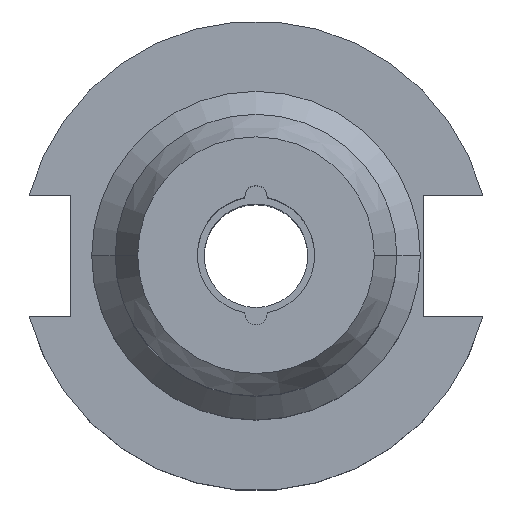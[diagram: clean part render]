
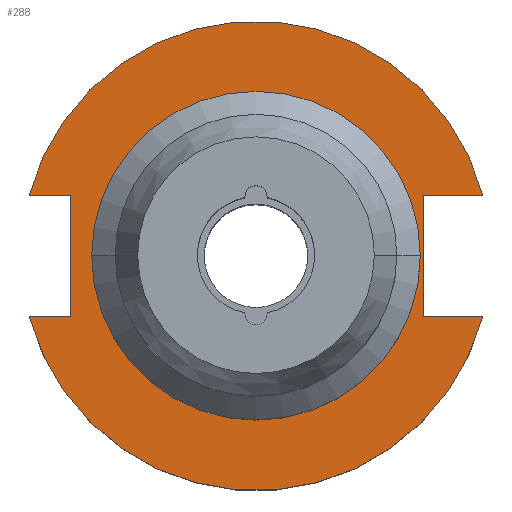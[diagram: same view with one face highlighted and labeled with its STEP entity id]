
A CAD part, top view. The second image highlights one B-rep face of the part: STEP entity #288.
In plain terms, the highlighted planar face has unit normal (0, 0, 1).
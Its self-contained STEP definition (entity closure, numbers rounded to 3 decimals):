
#12 = CARTESIAN_POINT ( 'NONE',  ( 22.606, -8.191, 19.05 ) ) ;
#131 = DIRECTION ( 'NONE',  ( 0., 0., 1. ) ) ;
#241 = CARTESIAN_POINT ( 'NONE',  ( 0., 0., 19.05 ) ) ;
#288 = ADVANCED_FACE ( 'NONE', ( #960, #1436 ), #518, .F. ) ;
#301 = CARTESIAN_POINT ( 'NONE',  ( 0., 0., 19.05 ) ) ;
#327 = AXIS2_PLACEMENT_3D ( 'NONE', #301, #131, #724 ) ;
#366 = CARTESIAN_POINT ( 'NONE',  ( 0., 22.225, 19.05 ) ) ;
#376 = VERTEX_POINT ( 'NONE', #1259 ) ;
#378 = CARTESIAN_POINT ( 'NONE',  ( 22.225, 0., 19.05 ) ) ;
#399 = DIRECTION ( 'NONE',  ( 0., 0., 1. ) ) ;
#453 = EDGE_CURVE ( 'NONE', #496, #1542, #589, .T. ) ;
#458 = ORIENTED_EDGE ( 'NONE', *, *, #939, .F. ) ;
#461 = CARTESIAN_POINT ( 'NONE',  ( -25.091, 8.191, 19.05 ) ) ;
#496 = VERTEX_POINT ( 'NONE', #12 ) ;
#508 = ORIENTED_EDGE ( 'NONE', *, *, #988, .F. ) ;
#516 = AXIS2_PLACEMENT_3D ( 'NONE', #1097, #971, #966 ) ;
#518 = PLANE ( 'NONE',  #1151 ) ;
#524 = CARTESIAN_POINT ( 'NONE',  ( -25.091, -8.191, 19.05 ) ) ;
#536 = DIRECTION ( 'NONE',  ( 0., -1., 0. ) ) ;
#560 = ORIENTED_EDGE ( 'NONE', *, *, #1321, .F. ) ;
#565 = DIRECTION ( 'NONE',  ( 0., 0., 1. ) ) ;
#578 = CARTESIAN_POINT ( 'NONE',  ( 22.606, 22.225, 19.05 ) ) ;
#582 = VERTEX_POINT ( 'NONE', #746 ) ;
#589 = LINE ( 'NONE', #578, #821 ) ;
#590 = DIRECTION ( 'NONE',  ( -1., 0., 0. ) ) ;
#605 = CARTESIAN_POINT ( 'NONE',  ( -61.091, 8.191, 19.05 ) ) ;
#615 = AXIS2_PLACEMENT_3D ( 'NONE', #1143, #565, #1562 ) ;
#621 = ORIENTED_EDGE ( 'NONE', *, *, #1283, .T. ) ;
#679 = VECTOR ( 'NONE', #1750, 1000. ) ;
#688 = VERTEX_POINT ( 'NONE', #461 ) ;
#721 = DIRECTION ( 'NONE',  ( 0., 1., 0. ) ) ;
#724 = DIRECTION ( 'NONE',  ( 1., 0., 0. ) ) ;
#746 = CARTESIAN_POINT ( 'NONE',  ( 30.675, -8.191, 19.05 ) ) ;
#806 = ORIENTED_EDGE ( 'NONE', *, *, #1859, .T. ) ;
#821 = VECTOR ( 'NONE', #721, 1000. ) ;
#832 = CARTESIAN_POINT ( 'NONE',  ( -30.675, 8.191, 19.05 ) ) ;
#840 = CARTESIAN_POINT ( 'NONE',  ( 0., -8.191, 19.05 ) ) ;
#852 = ORIENTED_EDGE ( 'NONE', *, *, #1644, .T. ) ;
#859 = VECTOR ( 'NONE', #1519, 1000. ) ;
#899 = ORIENTED_EDGE ( 'NONE', *, *, #453, .T. ) ;
#923 = VERTEX_POINT ( 'NONE', #378 ) ;
#930 = VERTEX_POINT ( 'NONE', #524 ) ;
#936 = DIRECTION ( 'NONE',  ( -1., 0., 0. ) ) ;
#939 = EDGE_CURVE ( 'NONE', #1496, #923, #1486, .T. ) ;
#960 = FACE_BOUND ( 'NONE', #1674, .T. ) ;
#966 = DIRECTION ( 'NONE',  ( 1., 0., 0. ) ) ;
#971 = DIRECTION ( 'NONE',  ( 0., 0., 1. ) ) ;
#974 = DIRECTION ( 'NONE',  ( 1., 0., 0. ) ) ;
#988 = EDGE_CURVE ( 'NONE', #1140, #930, #1418, .T. ) ;
#995 = EDGE_CURVE ( 'NONE', #688, #930, #1290, .T. ) ;
#1002 = ORIENTED_EDGE ( 'NONE', *, *, #1282, .F. ) ;
#1060 = VERTEX_POINT ( 'NONE', #832 ) ;
#1065 = LINE ( 'NONE', #605, #679 ) ;
#1097 = CARTESIAN_POINT ( 'NONE',  ( 0., 0., 19.05 ) ) ;
#1135 = LINE ( 'NONE', #840, #1615 ) ;
#1140 = VERTEX_POINT ( 'NONE', #1826 ) ;
#1143 = CARTESIAN_POINT ( 'NONE',  ( 0., 0., 19.05 ) ) ;
#1151 = AXIS2_PLACEMENT_3D ( 'NONE', #366, #1367, #936 ) ;
#1154 = VECTOR ( 'NONE', #590, 1000. ) ;
#1162 = AXIS2_PLACEMENT_3D ( 'NONE', #241, #399, #1261 ) ;
#1219 = EDGE_CURVE ( 'NONE', #496, #582, #1135, .T. ) ;
#1239 = EDGE_LOOP ( 'NONE', ( #1855, #508, #852, #1481, #899, #560, #621, #806 ) ) ;
#1259 = CARTESIAN_POINT ( 'NONE',  ( 30.675, 8.191, 19.05 ) ) ;
#1261 = DIRECTION ( 'NONE',  ( 1., 0., 0. ) ) ;
#1282 = EDGE_CURVE ( 'NONE', #923, #1496, #1332, .T. ) ;
#1283 = EDGE_CURVE ( 'NONE', #376, #1060, #1286, .T. ) ;
#1286 = CIRCLE ( 'NONE', #327, 31.75 ) ;
#1290 = LINE ( 'NONE', #1512, #1687 ) ;
#1321 = EDGE_CURVE ( 'NONE', #376, #1542, #1459, .T. ) ;
#1332 = CIRCLE ( 'NONE', #615, 22.225 ) ;
#1367 = DIRECTION ( 'NONE',  ( 0., 0., -1. ) ) ;
#1418 = LINE ( 'NONE', #1796, #859 ) ;
#1436 = FACE_OUTER_BOUND ( 'NONE', #1239, .T. ) ;
#1458 = CARTESIAN_POINT ( 'NONE',  ( 0., 8.191, 19.05 ) ) ;
#1459 = LINE ( 'NONE', #1458, #1154 ) ;
#1481 = ORIENTED_EDGE ( 'NONE', *, *, #1219, .F. ) ;
#1486 = CIRCLE ( 'NONE', #516, 22.225 ) ;
#1496 = VERTEX_POINT ( 'NONE', #1763 ) ;
#1512 = CARTESIAN_POINT ( 'NONE',  ( -25.091, 8.191, 19.05 ) ) ;
#1519 = DIRECTION ( 'NONE',  ( 1., 0., 0. ) ) ;
#1542 = VERTEX_POINT ( 'NONE', #1625 ) ;
#1562 = DIRECTION ( 'NONE',  ( 1., 0., 0. ) ) ;
#1615 = VECTOR ( 'NONE', #974, 1000. ) ;
#1625 = CARTESIAN_POINT ( 'NONE',  ( 22.606, 8.191, 19.05 ) ) ;
#1644 = EDGE_CURVE ( 'NONE', #1140, #582, #1684, .T. ) ;
#1674 = EDGE_LOOP ( 'NONE', ( #1002, #458 ) ) ;
#1684 = CIRCLE ( 'NONE', #1162, 31.75 ) ;
#1687 = VECTOR ( 'NONE', #536, 1000. ) ;
#1750 = DIRECTION ( 'NONE',  ( 1., 0., 0. ) ) ;
#1763 = CARTESIAN_POINT ( 'NONE',  ( -22.225, 0., 19.05 ) ) ;
#1796 = CARTESIAN_POINT ( 'NONE',  ( -61.091, -8.191, 19.05 ) ) ;
#1826 = CARTESIAN_POINT ( 'NONE',  ( -30.675, -8.191, 19.05 ) ) ;
#1855 = ORIENTED_EDGE ( 'NONE', *, *, #995, .T. ) ;
#1859 = EDGE_CURVE ( 'NONE', #1060, #688, #1065, .T. ) ;
